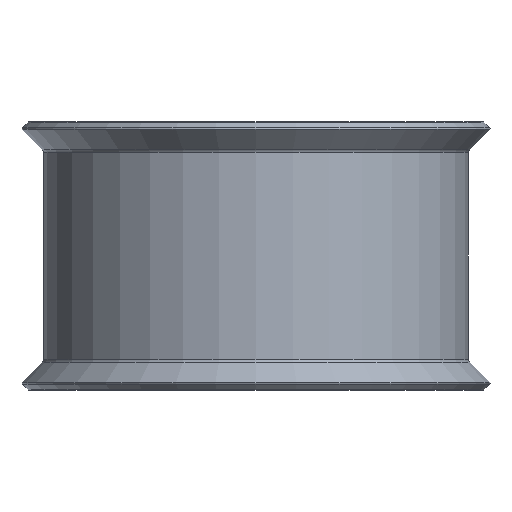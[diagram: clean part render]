
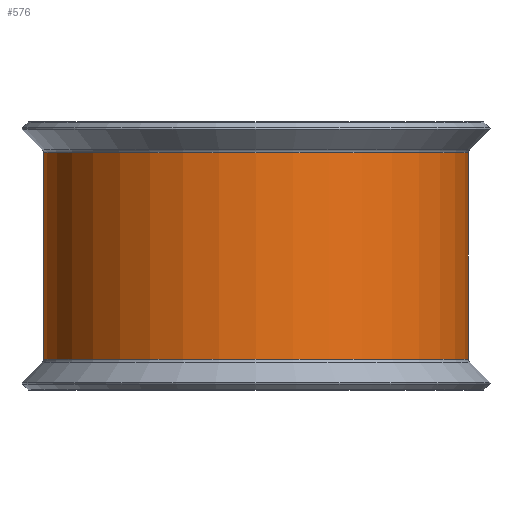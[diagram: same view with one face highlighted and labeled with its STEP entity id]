
A CAD part, front view. The second image highlights one B-rep face of the part: STEP entity #576.
In plain terms, the highlighted cylindrical face has radius 12.535 mm (diameter 25.07 mm), a partial arc.
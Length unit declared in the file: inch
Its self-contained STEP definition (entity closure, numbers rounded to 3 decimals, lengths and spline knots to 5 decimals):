
#22 = VERTEX_POINT ( 'NONE', #2669 ) ;
#73 = LINE ( 'NONE', #1333, #790 ) ;
#149 = CYLINDRICAL_SURFACE ( 'NONE', #1815, 0.4935 ) ;
#340 = CARTESIAN_POINT ( 'NONE',  ( 0.4685, -0.937, 0.3125 ) ) ;
#472 = VECTOR ( 'NONE', #2423, 39.37008 ) ;
#515 = DIRECTION ( 'NONE',  ( 0., 0., -1. ) ) ;
#576 = ADVANCED_FACE ( 'NONE', ( #2150 ), #149, .T. ) ;
#614 = EDGE_CURVE ( 'NONE', #22, #3097, #73, .T. ) ;
#642 = CIRCLE ( 'NONE', #2144, 0.4935 ) ;
#682 = EDGE_CURVE ( 'NONE', #3097, #2898, #642, .T. ) ;
#790 = VECTOR ( 'NONE', #3031, 39.37008 ) ;
#794 = CARTESIAN_POINT ( 'NONE',  ( 0.4685, -0.937, -0.23972 ) ) ;
#829 = DIRECTION ( 'NONE',  ( 0., 0., -1. ) ) ;
#832 = ORIENTED_EDGE ( 'NONE', *, *, #2083, .T. ) ;
#1040 = DIRECTION ( 'NONE',  ( -1., 0., 0. ) ) ;
#1043 = CARTESIAN_POINT ( 'NONE',  ( -0.025, -0.937, 0.23972 ) ) ;
#1113 = EDGE_CURVE ( 'NONE', #22, #2249, #2666, .T. ) ;
#1144 = ORIENTED_EDGE ( 'NONE', *, *, #682, .F. ) ;
#1261 = LINE ( 'NONE', #2665, #472 ) ;
#1276 = CARTESIAN_POINT ( 'NONE',  ( 0.4685, -0.4435, -0.23972 ) ) ;
#1333 = CARTESIAN_POINT ( 'NONE',  ( 0.4685, -0.4435, 0.3125 ) ) ;
#1568 = EDGE_LOOP ( 'NONE', ( #832, #1144, #1929, #2805 ) ) ;
#1815 = AXIS2_PLACEMENT_3D ( 'NONE', #340, #829, #2272 ) ;
#1929 = ORIENTED_EDGE ( 'NONE', *, *, #614, .F. ) ;
#1958 = CARTESIAN_POINT ( 'NONE',  ( 0.4685, -0.937, 0.23972 ) ) ;
#2083 = EDGE_CURVE ( 'NONE', #2249, #2898, #1261, .T. ) ;
#2144 = AXIS2_PLACEMENT_3D ( 'NONE', #794, #2478, #1040 ) ;
#2150 = FACE_OUTER_BOUND ( 'NONE', #1568, .T. ) ;
#2209 = DIRECTION ( 'NONE',  ( -1., 0., 0. ) ) ;
#2249 = VERTEX_POINT ( 'NONE', #1043 ) ;
#2272 = DIRECTION ( 'NONE',  ( -1., 0., 0. ) ) ;
#2356 = AXIS2_PLACEMENT_3D ( 'NONE', #1958, #515, #2209 ) ;
#2423 = DIRECTION ( 'NONE',  ( 0., 0., -1. ) ) ;
#2478 = DIRECTION ( 'NONE',  ( 0., 0., -1. ) ) ;
#2665 = CARTESIAN_POINT ( 'NONE',  ( -0.025, -0.937, 0.3125 ) ) ;
#2666 = CIRCLE ( 'NONE', #2356, 0.4935 ) ;
#2669 = CARTESIAN_POINT ( 'NONE',  ( 0.4685, -0.4435, 0.23972 ) ) ;
#2805 = ORIENTED_EDGE ( 'NONE', *, *, #1113, .T. ) ;
#2846 = CARTESIAN_POINT ( 'NONE',  ( -0.025, -0.937, -0.23972 ) ) ;
#2898 = VERTEX_POINT ( 'NONE', #2846 ) ;
#3031 = DIRECTION ( 'NONE',  ( 0., 0., -1. ) ) ;
#3097 = VERTEX_POINT ( 'NONE', #1276 ) ;
